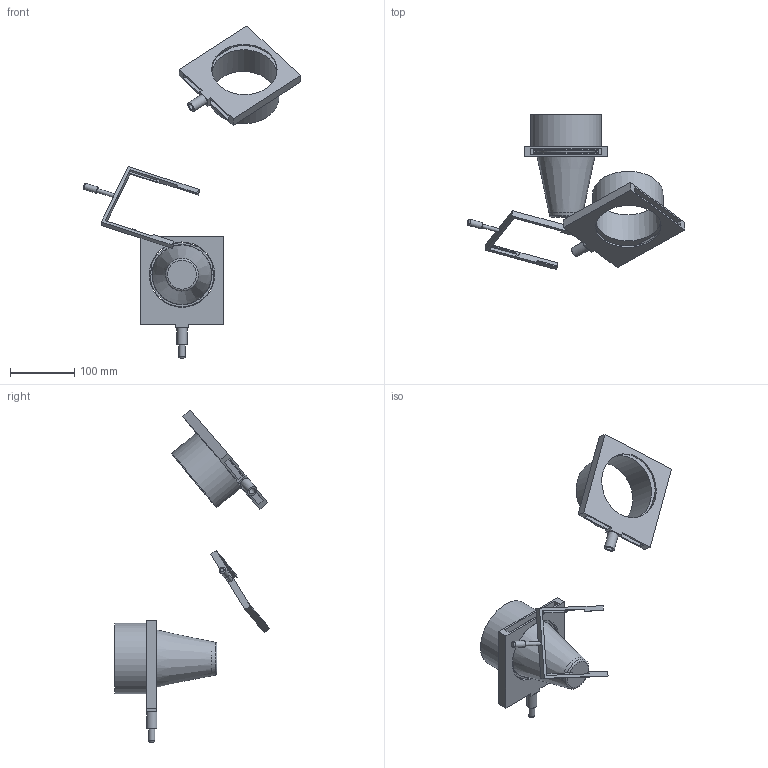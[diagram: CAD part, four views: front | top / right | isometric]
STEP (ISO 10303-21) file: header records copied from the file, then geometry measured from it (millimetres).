
FILE_DESCRIPTION((''),'2;1');
FILE_NAME('Ass1.stp','2015-01-07T10:44:40',('Administrator'),(''),'Autodesk Inventor 2008','Autodesk Inventor 2008','');
FILE_SCHEMA(('AUTOMOTIVE_DESIGN { 1 0 10303 214 1 1 1 1 }'));
Length unit declared in the file: millimetre
Products named in the file (6): Ass1; Base1; Slider; AssCup; Cup; Ball1
Assembly tree (9 placements, depth 3):
  Ass1
    Base1  x2
    Slider  x2
    AssCup  x3
      Cup
      Ball1
Bounding box: 338.99 x 241.68 x 517.91 mm (x, y, z)
Volume: 430498 mm3; surface area: 339765 mm2
Topology: 10 solids, 10 shells, 180 faces, 434 edges, 281 vertices
Faces by surface type: plane 94, bspline 36, cylinder 21, torus 14, sphere 9, cone 6
Full cylindrical faces by diameter (mm): 6 x4, 7.035 x2, 10 x4, 16 x2, 100 x3, 102 x4, 110 x2
Entity records: 2586 total; most frequent: CARTESIAN_POINT 533, DIRECTION 372, ORIENTED_EDGE 352, EDGE_CURVE 176, VECTOR 140, LINE 140, VERTEX_POINT 127, EDGE_LOOP 119
